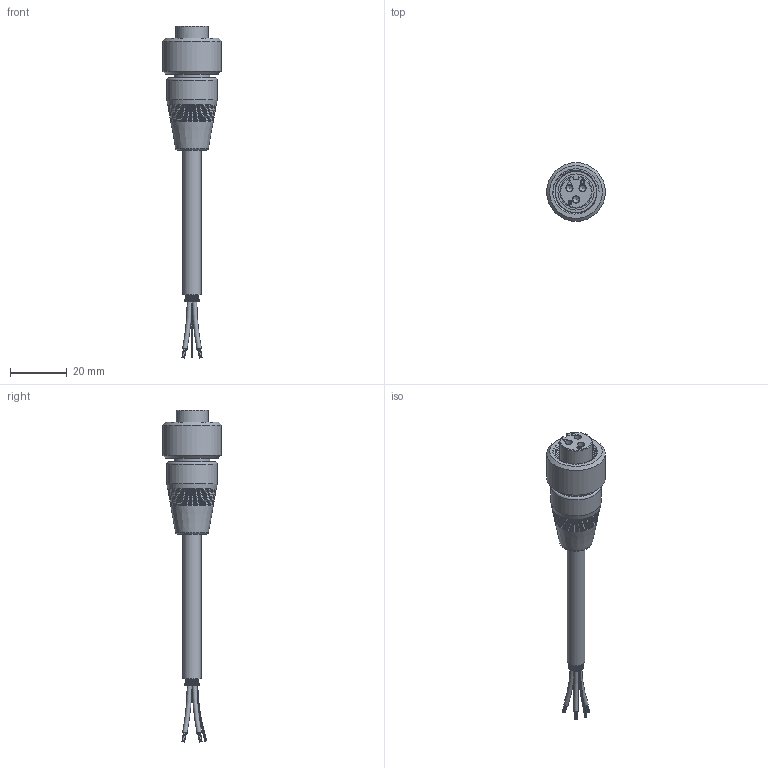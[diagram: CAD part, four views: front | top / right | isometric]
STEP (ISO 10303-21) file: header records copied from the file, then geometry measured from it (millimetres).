
FILE_DESCRIPTION(/* description */ (''),/* implementation_level */ '2;1');
FILE_NAME(/* name */ 'A3N.stp',/* time_stamp */ '2017-04-28T17:19:33-04:00',/* author */ ('aneininger'),/* organization */ (''),/* preprocessor_version */ 'ST-DEVELOPER v16.5',/* originating_system */ 'Autodesk Inventor 2017',/* authorisation */ '');
FILE_SCHEMA (('AUTOMOTIVE_DESIGN { 1 0 10303 214 3 1 1 }'));
Products named in the file (1): A3N
Bounding box: 20.64 x 20.64 x 116.76 mm (x, y, z)
Volume: 10315.3 mm3; surface area: 6628.8 mm2
Topology: 17 solids, 17 shells, 1301 faces, 3513 edges, 1972 vertices
Faces by surface type: cylinder 414, bspline 413, plane 392, torus 51, cone 31
Full cylindrical faces by diameter (mm): 0.128 x19, 0.203 x96, 1.575 x4, 2.235 x3, 2.54 x3, 3.937 x1, 4.572 x1, 6.35 x1, 12.649 x1, 12.827 x1, 14.605 x1, 15.875 x1, 17.78 x1, 20.644 x1
Entity records: 58197 total; most frequent: CARTESIAN_POINT 25264, ORIENTED_EDGE 7056, DIRECTION 7003, AXIS2_PLACEMENT_3D 3381, EDGE_CURVE 3307, CIRCLE 2228, VERTEX_POINT 1910, EDGE_LOOP 1571
